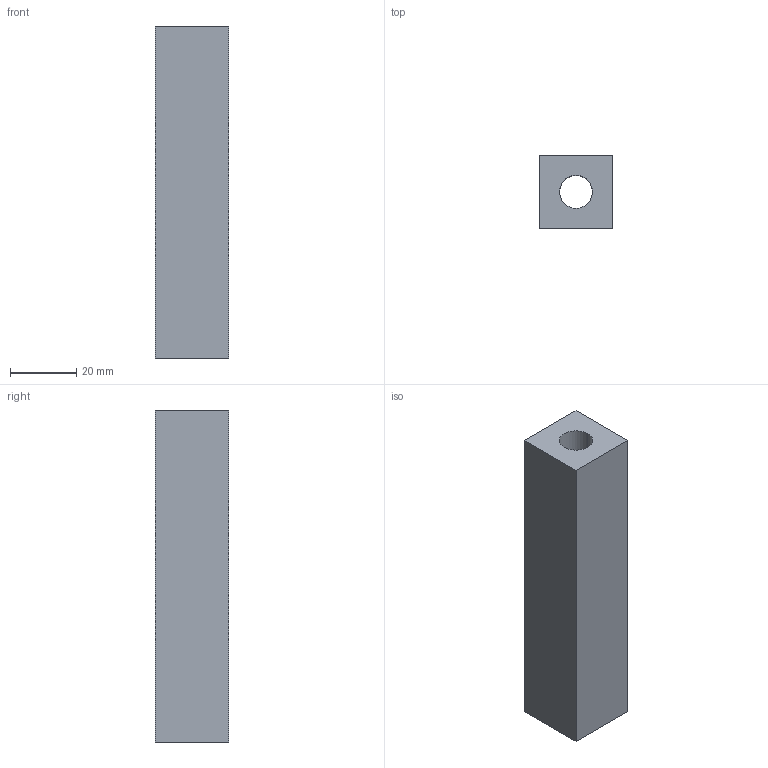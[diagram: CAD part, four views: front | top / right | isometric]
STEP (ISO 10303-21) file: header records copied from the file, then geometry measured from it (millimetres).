
FILE_DESCRIPTION(('Creo Elements/Direct Modeling STEP Export'),'2;1');
FILE_NAME('44.0125_Profilkernmaterial-MMS-44_22x22mm-mit-Bohrung.stp','2022-03-21T 8:56:48',(''),(''),'PTC Creo Elements/Direct Modeling STEP processor for AP214 (Solid Model)','PTC Creo Elements/Direct Modeling 19.0C 15-Aug-2015 (C) Parametric Technology GmbH','');
FILE_SCHEMA(('AUTOMOTIVE_DESIGN { 1 0 10303 214 1 1 1 1 }'));
Length unit declared in the file: millimetre
Products named in the file (2): Profilkernmaterial-MMS-44_22x22mm-mit-Bohrung_44.0125_PX173023
Assembly tree (1 placements, depth 2):
  Profilkernmaterial-MMS-44_22x22mm-mit-Bohrung_44.0125_PX173023
    Profilkernmaterial-MMS-44_22x22mm-mit-Bohrung_44.0125_PX173023
Bounding box: 22 x 22 x 100 mm (x, y, z)
Volume: 40546 mm3; surface area: 12752.5 mm2
Topology: 1 solids, 1 shells, 8 faces, 18 edges, 12 vertices
Faces by surface type: plane 6, cylinder 2
Entity records: 265 total; most frequent: CARTESIAN_POINT 38, DIRECTION 38, ORIENTED_EDGE 36, EDGE_CURVE 18, VECTOR 14, LINE 14, AXIS2_PLACEMENT_3D 12, VERTEX_POINT 12
